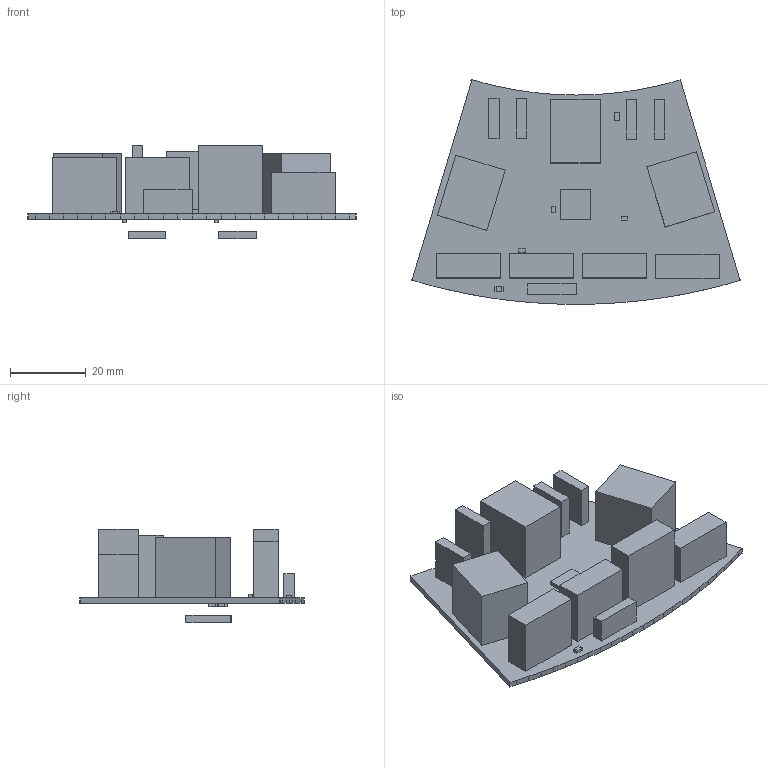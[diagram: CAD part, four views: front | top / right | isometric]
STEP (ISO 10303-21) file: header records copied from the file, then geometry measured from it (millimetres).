
FILE_DESCRIPTION(('Open CASCADE Model'),'2;1');
FILE_NAME('Open CASCADE Shape Model','2013-01-24T11:12:30',('Author'),( 'Open CASCADE'),'Open CASCADE STEP processor 6.2','Open CASCADE 6.2' ,'Unknown');
FILE_SCHEMA(('AUTOMOTIVE_DESIGN { 1 0 10303 214 1 1 1 1 }'));
Length unit declared in the file: millimetre
Products named in the file (62): PCB; Board; R10_-_Bias; J12; 93884368; Extruded; U7; 374250768; U2; 374250896; R5; 374251152; J11; 374251024; J10; 608675936; J9; 385070544; J8; R4; R2; 374251280; R3; J2; 620343264; J3; 374251408; J4; R1; R6; R7; U6; 620361312; U5; 620368992; J5; 392282848; J1; J7; 604305360 ...
Assembly tree (70 placements, depth 4):
  PCB
    Board
    R10_-_Bias
    J12
      93884368
        Extruded
    U7
      374250768
        Extruded
    U2
      374250896
        Extruded
    R5
      374251152
        Extruded
    J11
      374251024
        Extruded
    J10
      608675936
        Extruded
    J9
      385070544
        Extruded
    J8
      385070544
        Extruded
    R4
    R2
      374251280
        Extruded
    R3
      374251280
        Extruded
    J2
      620343264
        Extruded
    J3
      374251408
        Extruded
    J4
      374251408
        Extruded
    R1
      374251152
        Extruded
    R6
      374251152
        Extruded
    R7
      374251152
        Extruded
    U6
      620361312
        Extruded
    U5
      620368992
        Extruded
    J5
      392282848
Bounding box: 86.93 x 59.44 x 24.7 mm (x, y, z)
Volume: 25683.9 mm3; surface area: 19078.6 mm2
Topology: 27 solids, 27 shells, 237 faces, 549 edges, 366 vertices
Faces by surface type: plane 237
Entity records: 12278 total; most frequent: CARTESIAN_POINT 1871, DIRECTION 1831, LINE 1323, VECTOR 1323, ORIENTED_EDGE 882, PCURVE 882, DEFINITIONAL_REPRESENTATION 882, EDGE_CURVE 441
